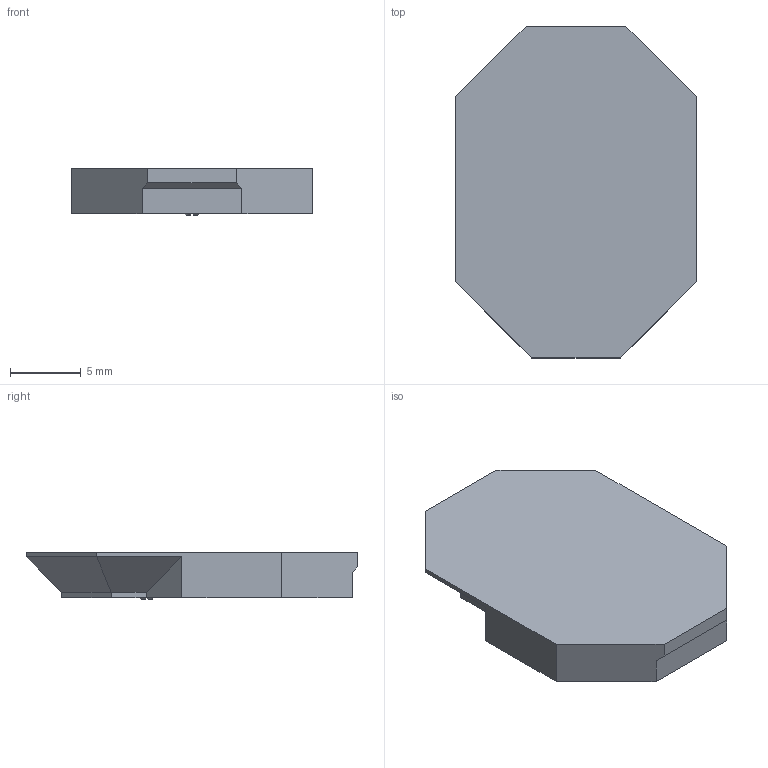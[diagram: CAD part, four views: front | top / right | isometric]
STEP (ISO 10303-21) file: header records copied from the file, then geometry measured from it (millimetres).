
FILE_DESCRIPTION(/* description */ (''),/* implementation_level */ '2;1');
FILE_NAME(/* name */ 'Component Bin Modifiers.step',/* time_stamp */ '2024-08-26T17:34:24-04:00',/* author */ (''),/* organization */ (''),/* preprocessor_version */ 'ST-DEVELOPER v20',/* originating_system */ 'Autodesk Translation Framework v13.14.0.145',/* authorisation */ '');
FILE_SCHEMA (('AUTOMOTIVE_DESIGN { 1 0 10303 214 3 1 1 }'));
Length unit declared in the file: millimetre
Products named in the file (1): MultiPoint Single
Bounding box: 17 x 23.4 x 3.3 mm (x, y, z)
Volume: 979.6 mm3; surface area: 856.7 mm2
Topology: 1 solids, 1 shells, 32 faces, 76 edges, 47 vertices
Faces by surface type: plane 30, cone 2
Entity records: 932 total; most frequent: CARTESIAN_POINT 164, ORIENTED_EDGE 152, DIRECTION 142, EDGE_CURVE 76, LINE 68, VECTOR 68, VERTEX_POINT 47, AXIS2_PLACEMENT_3D 37
